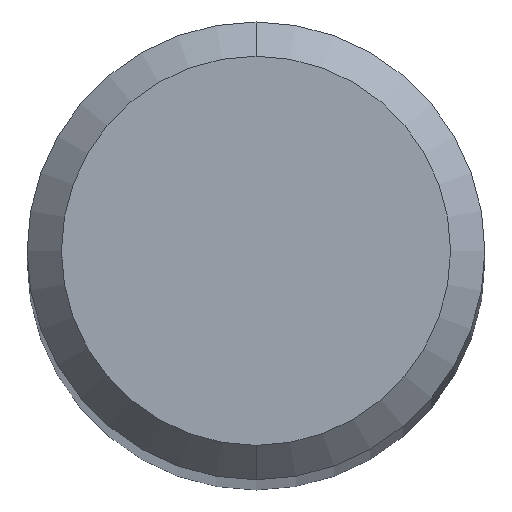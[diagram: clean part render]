
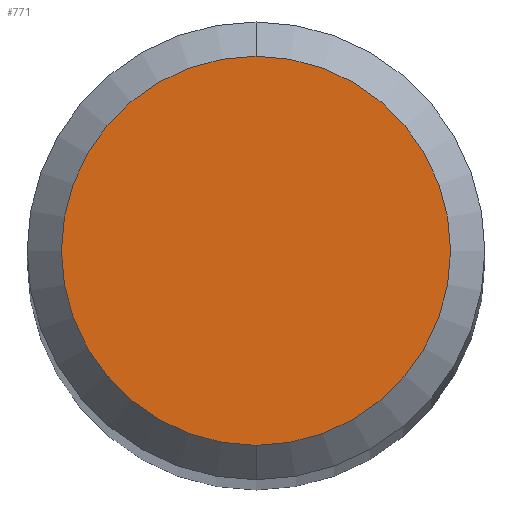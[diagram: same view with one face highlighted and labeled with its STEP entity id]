
A CAD part, top view. The second image highlights one B-rep face of the part: STEP entity #771.
In plain terms, the highlighted planar face has unit normal (0, 0, 1).
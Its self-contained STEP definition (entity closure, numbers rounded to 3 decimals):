
#477=VERTEX_POINT('',#1078);
#503=VERTEX_POINT('',#1106);
#771=ADVANCED_FACE('',(#1399),#1400,.T.);
#829=EDGE_CURVE('',#477,#503,#1465,.T.);
#837=EDGE_CURVE('',#503,#477,#1473,.T.);
#1078=CARTESIAN_POINT('',(0.,-1.7,0.0));
#1106=CARTESIAN_POINT('',(0.0,1.7,0.0));
#1399=FACE_OUTER_BOUND('',#4658,.T.);
#1400=PLANE('',#4659);
#1465=CIRCLE('',#4804,1.7);
#1473=CIRCLE('',#4814,1.7);
#4658=EDGE_LOOP('',(#5933,#5934));
#4659=AXIS2_PLACEMENT_3D('',#5935,#5936,#5937);
#4804=AXIS2_PLACEMENT_3D('',#6009,#6010,#6011);
#4814=AXIS2_PLACEMENT_3D('',#6015,#6016,#6017);
#5933=ORIENTED_EDGE('',*,*,#837,.F.);
#5934=ORIENTED_EDGE('',*,*,#829,.F.);
#5935=CARTESIAN_POINT('',(0.0,0.85,0.0));
#5936=DIRECTION('',(-0.0,0.0,1.0));
#5937=DIRECTION('',(0.0,-1.0,0.0));
#6009=CARTESIAN_POINT('',(0.0,0.0,0.0));
#6010=DIRECTION('',(0.0,0.0,-1.0));
#6011=DIRECTION('',(0.0,1.0,0.0));
#6015=CARTESIAN_POINT('',(0.0,0.0,0.0));
#6016=DIRECTION('',(0.0,0.0,-1.0));
#6017=DIRECTION('',(0.0,1.0,0.0));
